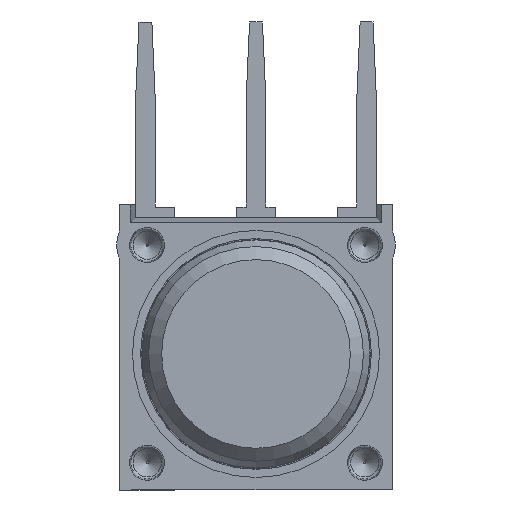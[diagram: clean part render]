
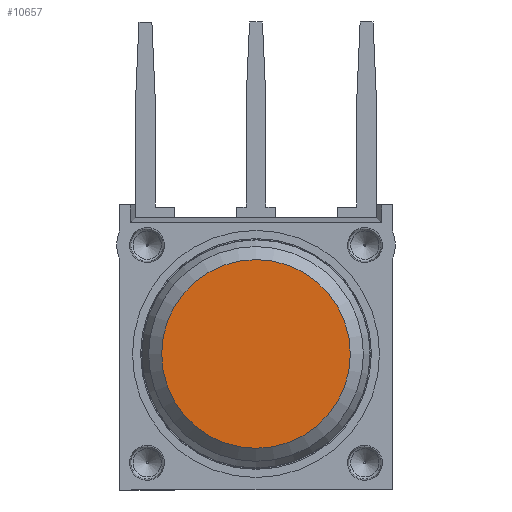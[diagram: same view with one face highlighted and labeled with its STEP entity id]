
A CAD part, left-side view. The second image highlights one B-rep face of the part: STEP entity #10657.
In plain terms, the highlighted planar face has unit normal (-1, 0, 0).
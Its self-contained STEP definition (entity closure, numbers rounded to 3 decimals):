
#4265=ORIENTED_EDGE('',*,*,#6411,.T.);
#6411=EDGE_CURVE('',#7663,#7663,#8320,.T.);
#7663=VERTEX_POINT('',#18837);
#8320=CIRCLE('',#13293,4.334);
#8942=EDGE_LOOP('',(#4265));
#9693=FACE_BOUND('',#8942,.T.);
#10176=PLANE('',#13294);
#10657=ADVANCED_FACE('',(#9693),#10176,.T.);
#13293=AXIS2_PLACEMENT_3D('',#18836,#15520,#15521);
#13294=AXIS2_PLACEMENT_3D('',#18838,#15522,#15523);
#15520=DIRECTION('',(-1.,0.,0.));
#15521=DIRECTION('',(0.,0.172,0.985));
#15522=DIRECTION('',(-1.,0.,0.));
#15523=DIRECTION('',(0.,0.172,0.985));
#18836=CARTESIAN_POINT('',(-12.854,0.,0.));
#18837=CARTESIAN_POINT('',(-12.854,0.746,4.269));
#18838=CARTESIAN_POINT('',(-12.854,0.,0.));
